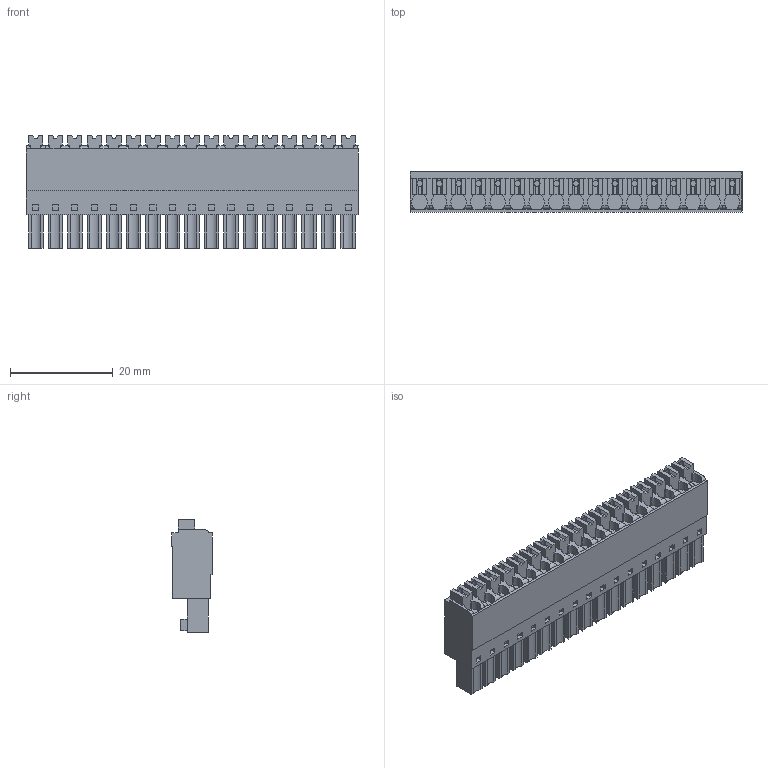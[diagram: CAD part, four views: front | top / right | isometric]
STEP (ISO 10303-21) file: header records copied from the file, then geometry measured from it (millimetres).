
FILE_DESCRIPTION(('CATIA V5 STEP Exchange','CAx-IF Rec.Pracs.--- Model Styling and Organization---1.2---2011-12-15'),'2;1');
FILE_NAME ('D1460615_0', '2017-07-25T13:03:19+00:00', ('none'), ('Weidmueller'), 'CATIA Version 5-6 Release 2014', 'CATIA V5 STEP AP214', 'none');
FILE_SCHEMA(('AUTOMOTIVE_DESIGN { 1 0 10303 214 1 1 1 1 }'));
Length unit declared in the file: millimetre
Products named in the file (1): 1969240000
Bounding box: 64.77 x 7.9 x 22 mm (x, y, z)
Volume: 7788.4 mm3; surface area: 6653.1 mm2
Topology: 18 solids, 18 shells, 1019 faces, 2737 edges, 1822 vertices
Faces by surface type: plane 829, cylinder 190
Entity records: 30251 total; most frequent: CARTESIAN_POINT 5632, ORIENTED_EDGE 5474, DIRECTION 3738, EDGE_CURVE 2737, VECTOR 2223, LINE 2223, VERTEX_POINT 1822, EDGE_LOOP 1121
